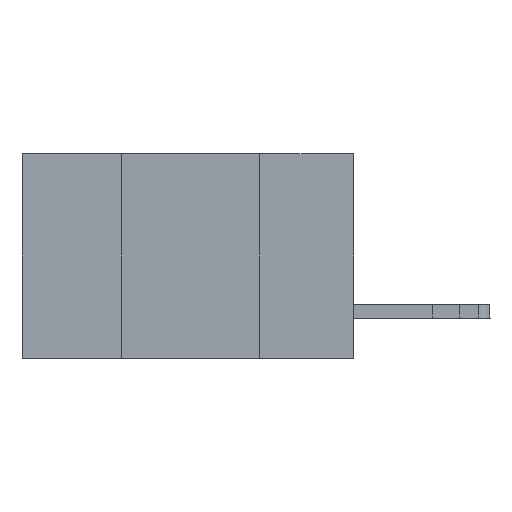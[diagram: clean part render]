
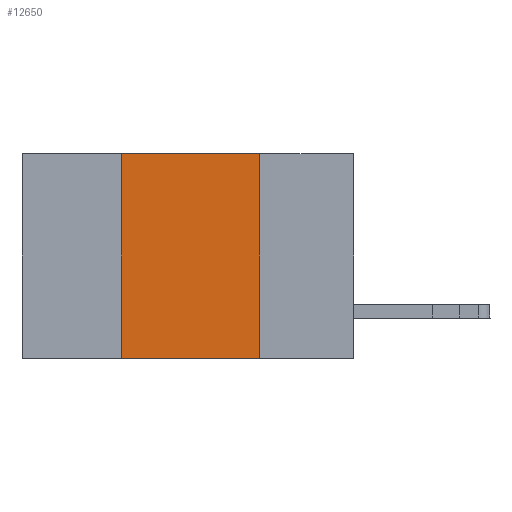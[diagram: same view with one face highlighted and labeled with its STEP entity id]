
A CAD part, left-side view. The second image highlights one B-rep face of the part: STEP entity #12650.
In plain terms, the highlighted planar face has unit normal (-1, 0, 0).
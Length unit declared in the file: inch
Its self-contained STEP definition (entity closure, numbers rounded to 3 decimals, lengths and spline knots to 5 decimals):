
#280 = DIRECTION ( 'NONE',  ( 1., 0., 0. ) ) ;
#1040 = CARTESIAN_POINT ( 'NONE',  ( 0., 0.6, 0. ) ) ;
#1957 = LINE ( 'NONE', #11179, #15650 ) ;
#2037 = CARTESIAN_POINT ( 'NONE',  ( 0., 0.6, -0.37 ) ) ;
#2286 = AXIS2_PLACEMENT_3D ( 'NONE', #18943, #280, #7769 ) ;
#4005 = CARTESIAN_POINT ( 'NONE',  ( 0., 0.42, -0.37 ) ) ;
#5136 = ORIENTED_EDGE ( 'NONE', *, *, #7743, .T. ) ;
#5140 = LINE ( 'NONE', #12618, #5417 ) ;
#5238 = VECTOR ( 'NONE', #9516, 39.37008 ) ;
#5308 = VECTOR ( 'NONE', #10513, 39.37008 ) ;
#5417 = VECTOR ( 'NONE', #19983, 39.37008 ) ;
#6263 = PLANE ( 'NONE',  #2286 ) ;
#7743 = EDGE_CURVE ( 'NONE', #13582, #19281, #20560, .T. ) ;
#7769 = DIRECTION ( 'NONE',  ( 0., 0., -1. ) ) ;
#9449 = EDGE_CURVE ( 'NONE', #18127, #13282, #19696, .T. ) ;
#9516 = DIRECTION ( 'NONE',  ( 0., -1., 0. ) ) ;
#10513 = DIRECTION ( 'NONE',  ( 0., -1., 0. ) ) ;
#11179 = CARTESIAN_POINT ( 'NONE',  ( 0., 0.42, 0. ) ) ;
#12618 = CARTESIAN_POINT ( 'NONE',  ( 0., 0.17, 0. ) ) ;
#12650 = ADVANCED_FACE ( 'NONE', ( #17090 ), #6263, .F. ) ;
#13282 = VERTEX_POINT ( 'NONE', #23436 ) ;
#13415 = EDGE_CURVE ( 'NONE', #13282, #19281, #5140, .T. ) ;
#13582 = VERTEX_POINT ( 'NONE', #4005 ) ;
#14792 = CARTESIAN_POINT ( 'NONE',  ( 0., 0.42, 0. ) ) ;
#14814 = ORIENTED_EDGE ( 'NONE', *, *, #13415, .F. ) ;
#14915 = ORIENTED_EDGE ( 'NONE', *, *, #18605, .F. ) ;
#15650 = VECTOR ( 'NONE', #18663, 39.37008 ) ;
#17090 = FACE_OUTER_BOUND ( 'NONE', #20981, .T. ) ;
#18127 = VERTEX_POINT ( 'NONE', #14792 ) ;
#18605 = EDGE_CURVE ( 'NONE', #13582, #18127, #1957, .T. ) ;
#18663 = DIRECTION ( 'NONE',  ( 0., 0., 1. ) ) ;
#18943 = CARTESIAN_POINT ( 'NONE',  ( 0., 0.6, 0. ) ) ;
#19281 = VERTEX_POINT ( 'NONE', #20546 ) ;
#19696 = LINE ( 'NONE', #1040, #5308 ) ;
#19983 = DIRECTION ( 'NONE',  ( 0., 0., -1. ) ) ;
#20546 = CARTESIAN_POINT ( 'NONE',  ( 0., 0.17, -0.37 ) ) ;
#20560 = LINE ( 'NONE', #2037, #5238 ) ;
#20981 = EDGE_LOOP ( 'NONE', ( #14814, #23315, #14915, #5136 ) ) ;
#23315 = ORIENTED_EDGE ( 'NONE', *, *, #9449, .F. ) ;
#23436 = CARTESIAN_POINT ( 'NONE',  ( 0., 0.17, 0. ) ) ;
